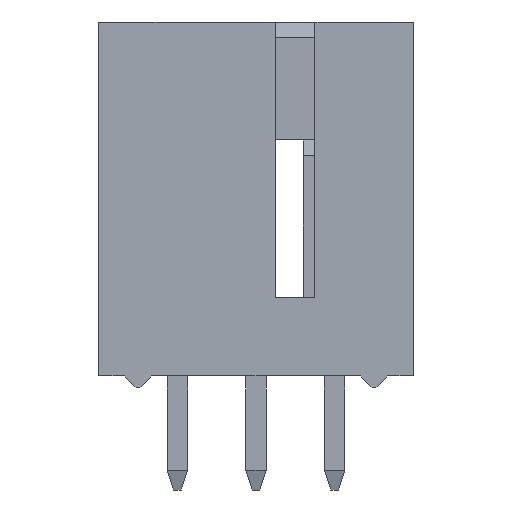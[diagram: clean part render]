
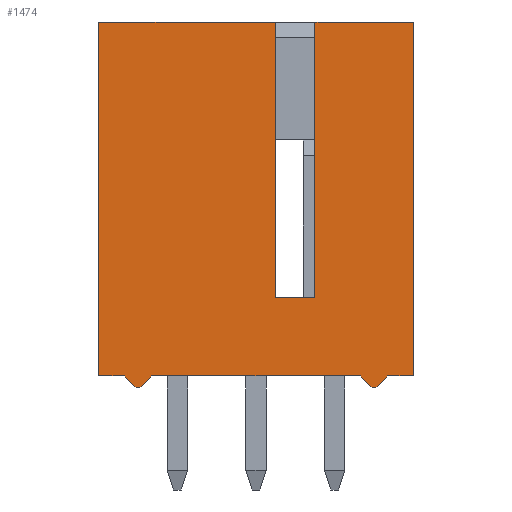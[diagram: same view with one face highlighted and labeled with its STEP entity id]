
A CAD part, front view. The second image highlights one B-rep face of the part: STEP entity #1474.
In plain terms, the highlighted planar face has unit normal (0, -1, 0).
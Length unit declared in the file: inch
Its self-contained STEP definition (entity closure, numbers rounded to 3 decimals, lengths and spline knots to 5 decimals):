
#5=DIRECTION('',(0.,0.,-1.));
#6=VECTOR('',#5,0.45);
#7=CARTESIAN_POINT('',(-0.2,-0.1,0.15));
#8=LINE('',#7,#6);
#85=DIRECTION('',(1.,0.,0.));
#86=VECTOR('',#85,0.0325);
#87=CARTESIAN_POINT('',(-0.2,-0.1,-0.3));
#88=LINE('',#87,#86);
#93=DIRECTION('',(1.,0.,0.));
#94=VECTOR('',#93,0.265);
#95=CARTESIAN_POINT('',(-0.1325,-0.1,-0.3));
#96=LINE('',#95,#94);
#105=DIRECTION('',(1.,0.,0.));
#106=VECTOR('',#105,0.0325);
#107=CARTESIAN_POINT('',(0.1675,-0.1,-0.3));
#108=LINE('',#107,#106);
#161=DIRECTION('',(1.,0.,0.));
#162=VECTOR('',#161,0.05);
#163=CARTESIAN_POINT('',(0.025,-0.1,-0.2));
#164=LINE('',#163,#162);
#165=DIRECTION('',(0.,0.,-1.));
#166=VECTOR('',#165,0.35);
#167=CARTESIAN_POINT('',(0.075,-0.1,0.15));
#168=LINE('',#167,#166);
#169=DIRECTION('',(1.,0.,0.));
#170=VECTOR('',#169,0.125);
#171=CARTESIAN_POINT('',(0.075,-0.1,0.15));
#172=LINE('',#171,#170);
#173=DIRECTION('',(-0.707,0.,-0.707));
#174=VECTOR('',#173,0.02121);
#175=CARTESIAN_POINT('',(0.1675,-0.1,-0.3));
#176=LINE('',#175,#174);
#177=DIRECTION('',(-1.,0.,0.));
#178=VECTOR('',#177,0.005);
#179=CARTESIAN_POINT('',(0.1525,-0.1,-0.315));
#180=LINE('',#179,#178);
#181=DIRECTION('',(-0.707,0.,0.707));
#182=VECTOR('',#181,0.02121);
#183=CARTESIAN_POINT('',(0.1475,-0.1,-0.315));
#184=LINE('',#183,#182);
#185=DIRECTION('',(-0.707,0.,-0.707));
#186=VECTOR('',#185,0.02121);
#187=CARTESIAN_POINT('',(-0.1325,-0.1,-0.3));
#188=LINE('',#187,#186);
#189=DIRECTION('',(-1.,0.,0.));
#190=VECTOR('',#189,0.005);
#191=CARTESIAN_POINT('',(-0.1475,-0.1,-0.315));
#192=LINE('',#191,#190);
#193=DIRECTION('',(-0.707,0.,0.707));
#194=VECTOR('',#193,0.02121);
#195=CARTESIAN_POINT('',(-0.1525,-0.1,-0.315));
#196=LINE('',#195,#194);
#197=DIRECTION('',(1.,0.,0.));
#198=VECTOR('',#197,0.225);
#199=CARTESIAN_POINT('',(-0.2,-0.1,0.15));
#200=LINE('',#199,#198);
#201=DIRECTION('',(0.,0.,-1.));
#202=VECTOR('',#201,0.35);
#203=CARTESIAN_POINT('',(0.025,-0.1,0.15));
#204=LINE('',#203,#202);
#961=DIRECTION('',(0.,0.,-1.));
#962=VECTOR('',#961,0.45);
#963=CARTESIAN_POINT('',(0.2,-0.1,0.15));
#964=LINE('',#963,#962);
#981=CARTESIAN_POINT('',(-0.2,-0.1,0.15));
#982=CARTESIAN_POINT('',(-0.2,-0.1,-0.3));
#983=VERTEX_POINT('',#981);
#984=VERTEX_POINT('',#982);
#987=CARTESIAN_POINT('',(0.2,-0.1,0.15));
#988=CARTESIAN_POINT('',(0.2,-0.1,-0.3));
#989=VERTEX_POINT('',#987);
#990=VERTEX_POINT('',#988);
#1069=CARTESIAN_POINT('',(-0.1475,-0.1,-0.315));
#1070=CARTESIAN_POINT('',(-0.1525,-0.1,-0.315));
#1071=VERTEX_POINT('',#1069);
#1072=VERTEX_POINT('',#1070);
#1073=CARTESIAN_POINT('',(0.1525,-0.1,-0.315));
#1074=CARTESIAN_POINT('',(0.1475,-0.1,-0.315));
#1075=VERTEX_POINT('',#1073);
#1076=VERTEX_POINT('',#1074);
#1077=CARTESIAN_POINT('',(-0.1675,-0.1,-0.3));
#1079=VERTEX_POINT('',#1077);
#1081=CARTESIAN_POINT('',(-0.1325,-0.1,-0.3));
#1083=VERTEX_POINT('',#1081);
#1085=CARTESIAN_POINT('',(0.1325,-0.1,-0.3));
#1087=VERTEX_POINT('',#1085);
#1089=CARTESIAN_POINT('',(0.1675,-0.1,-0.3));
#1091=VERTEX_POINT('',#1089);
#1169=CARTESIAN_POINT('',(0.025,-0.1,-0.2));
#1170=CARTESIAN_POINT('',(0.075,-0.1,-0.2));
#1171=VERTEX_POINT('',#1169);
#1172=VERTEX_POINT('',#1170);
#1173=CARTESIAN_POINT('',(0.025,-0.1,0.15));
#1174=VERTEX_POINT('',#1173);
#1175=CARTESIAN_POINT('',(0.075,-0.1,0.15));
#1176=VERTEX_POINT('',#1175);
#1440=CARTESIAN_POINT('',(-0.2,-0.1,0.15));
#1441=DIRECTION('',(0.,-1.,0.));
#1442=DIRECTION('',(0.,0.,-1.));
#1443=AXIS2_PLACEMENT_3D('',#1440,#1441,#1442);
#1444=PLANE('',#1443);
#1446=ORIENTED_EDGE('',*,*,#1445,.T.);
#1448=ORIENTED_EDGE('',*,*,#1447,.F.);
#1450=ORIENTED_EDGE('',*,*,#1449,.T.);
#1452=ORIENTED_EDGE('',*,*,#1451,.T.);
#1453=ORIENTED_EDGE('',*,*,#1418,.F.);
#1455=ORIENTED_EDGE('',*,*,#1454,.T.);
#1457=ORIENTED_EDGE('',*,*,#1456,.T.);
#1459=ORIENTED_EDGE('',*,*,#1458,.T.);
#1460=ORIENTED_EDGE('',*,*,#1373,.F.);
#1462=ORIENTED_EDGE('',*,*,#1461,.T.);
#1464=ORIENTED_EDGE('',*,*,#1463,.T.);
#1465=ORIENTED_EDGE('',*,*,#1432,.T.);
#1466=ORIENTED_EDGE('',*,*,#1361,.F.);
#1467=ORIENTED_EDGE('',*,*,#1294,.F.);
#1469=ORIENTED_EDGE('',*,*,#1468,.T.);
#1471=ORIENTED_EDGE('',*,*,#1470,.T.);
#1472=EDGE_LOOP('',(#1446,#1448,#1450,#1452,#1453,#1455,#1457,#1459,#1460,#1462,
#1464,#1465,#1466,#1467,#1469,#1471));
#1473=FACE_OUTER_BOUND('',#1472,.F.);
#1474=ADVANCED_FACE('',(#1473),#1444,.T.);
#1294=EDGE_CURVE('',#983,#984,#8,.T.);
#1361=EDGE_CURVE('',#984,#1079,#88,.T.);
#1373=EDGE_CURVE('',#1083,#1087,#96,.T.);
#1418=EDGE_CURVE('',#1091,#990,#108,.T.);
#1432=EDGE_CURVE('',#1072,#1079,#196,.T.);
#1445=EDGE_CURVE('',#1171,#1172,#164,.T.);
#1447=EDGE_CURVE('',#1176,#1172,#168,.T.);
#1449=EDGE_CURVE('',#1176,#989,#172,.T.);
#1451=EDGE_CURVE('',#989,#990,#964,.T.);
#1454=EDGE_CURVE('',#1091,#1075,#176,.T.);
#1456=EDGE_CURVE('',#1075,#1076,#180,.T.);
#1458=EDGE_CURVE('',#1076,#1087,#184,.T.);
#1461=EDGE_CURVE('',#1083,#1071,#188,.T.);
#1463=EDGE_CURVE('',#1071,#1072,#192,.T.);
#1468=EDGE_CURVE('',#983,#1174,#200,.T.);
#1470=EDGE_CURVE('',#1174,#1171,#204,.T.);
